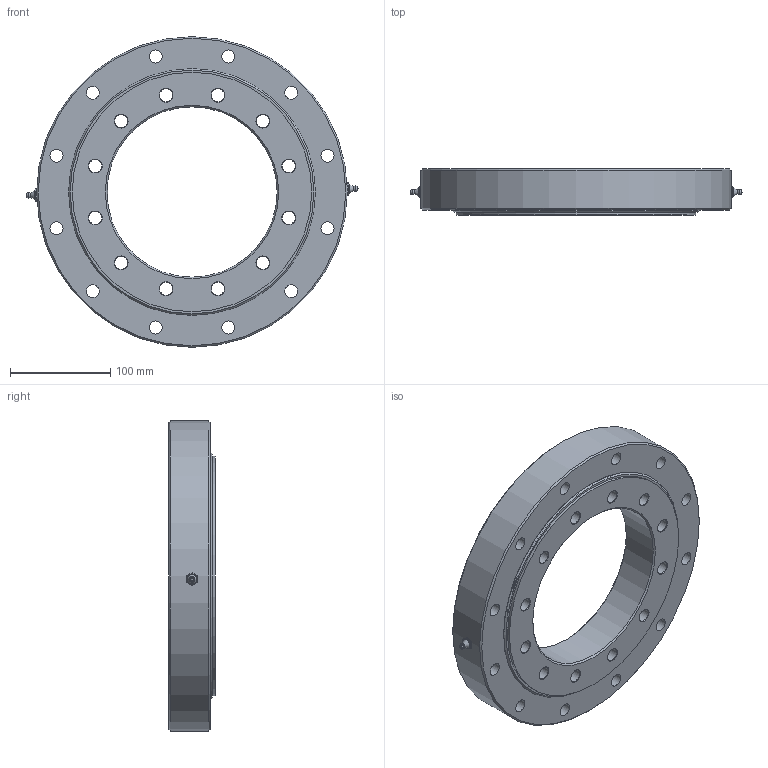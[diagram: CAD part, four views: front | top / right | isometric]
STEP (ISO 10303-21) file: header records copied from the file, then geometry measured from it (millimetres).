
FILE_DESCRIPTION(/* description */ (''),/* implementation_level */ '2;1');
FILE_NAME(/* name */ '30P.0240.19.000.stp',/* time_stamp */ '2025-06-05T16:01:42-04:00',/* author */ ('richard.potesta'),/* organization */ (''),/* preprocessor_version */ 'ST-DEVELOPER v20.1',/* originating_system */ 'Autodesk Inventor 2026',/* authorisation */ '');
FILE_SCHEMA (('AUTOMOTIVE_DESIGN { 1 0 10303 214 3 1 1 }'));
Length unit declared in the file: inch
Products named in the file (3): 30P.0240.19.000; 30P.0240.19.000_1; 1_8 NPT Fitting
Assembly tree (3 placements, depth 2):
  30P.0240.19.000
    30P.0240.19.000_1
    1_8 NPT Fitting  x2
Bounding box: 331.33 x 46 x 310.01 mm (x, y, z)
Volume: 1939601.9 mm3; surface area: 342349.1 mm2
Topology: 8 solids, 8 shells, 209 faces, 520 edges, 336 vertices
Faces by surface type: cone 50, torus 46, cylinder 45, plane 34, sphere 28, bspline 6
Full cylindrical faces by diameter (mm): 2.536 x4, 13.005 x24, 21.419 x1, 21.431 x1, 170.002 x1, 235.788 x1, 235.814 x1, 238.989 x3, 241.021 x3, 244.196 x1, 244.221 x1, 310.007 x1
Entity records: 9803 total; most frequent: CARTESIAN_POINT 5342, ORIENTED_EDGE 898, DIRECTION 865, EDGE_CURVE 449, AXIS2_PLACEMENT_3D 387, VERTEX_POINT 289, EDGE_LOOP 244, CIRCLE 205
